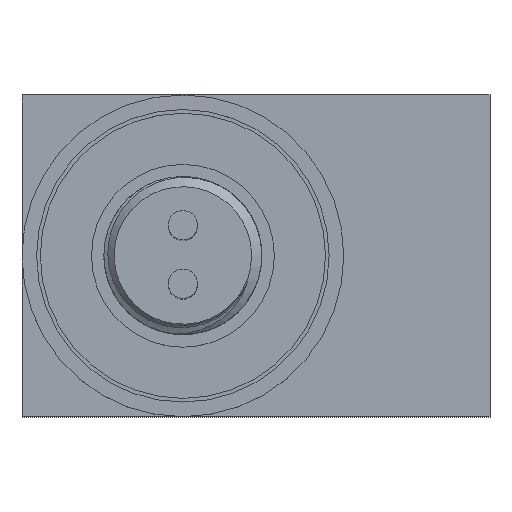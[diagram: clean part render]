
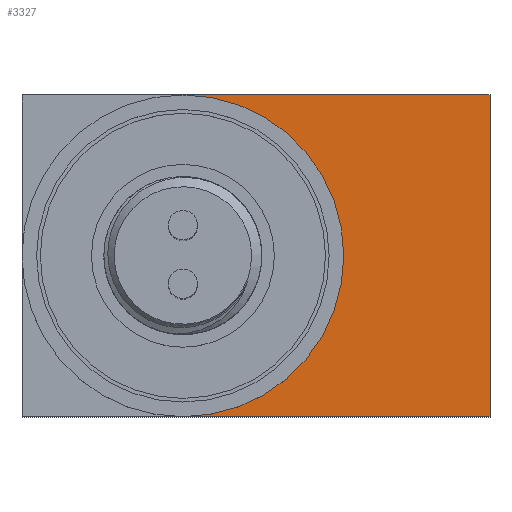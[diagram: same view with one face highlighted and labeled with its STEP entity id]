
A CAD part, top view. The second image highlights one B-rep face of the part: STEP entity #3327.
In plain terms, the highlighted planar face has unit normal (0, 0, 1).
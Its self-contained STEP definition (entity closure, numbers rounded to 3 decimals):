
#280=LINE($,#7555,#555);
#281=LINE($,#7557,#556);
#282=LINE($,#7558,#557);
#555=VECTOR($,#3980,21.);
#556=VECTOR($,#3981,22.);
#557=VECTOR($,#3982,21.);
#646=PLANE($,#3458);
#726=CIRCLE($,#3452,11.);
#903=FACE_OUTER_BOUND($,#1115,.T.);
#1115=EDGE_LOOP($,(#2951,#2952,#2953,#2954));
#1603=VERTEX_POINT($,#7538);
#1604=VERTEX_POINT($,#7539);
#1608=VERTEX_POINT($,#7554);
#1609=VERTEX_POINT($,#7556);
#2063=EDGE_CURVE($,#1603,#1604,#726,.T.);
#2070=EDGE_CURVE($,#1608,#1604,#280,.T.);
#2071=EDGE_CURVE($,#1609,#1608,#281,.T.);
#2072=EDGE_CURVE($,#1603,#1609,#282,.T.);
#2951=ORIENTED_EDGE($,*,*,#2063,.T.);
#2952=ORIENTED_EDGE($,*,*,#2070,.F.);
#2953=ORIENTED_EDGE($,*,*,#2071,.F.);
#2954=ORIENTED_EDGE($,*,*,#2072,.F.);
#3327=ADVANCED_FACE($,(#903),#646,.T.);
#3452=AXIS2_PLACEMENT_3D($,#7540,#3962,#3963);
#3458=AXIS2_PLACEMENT_3D($,#7553,#3978,#3979);
#3962=DIRECTION('center_axis',(0.,0.,-1.));
#3963=DIRECTION('ref_axis',(-1.,0.,0.));
#3978=DIRECTION('center_axis',(0.,0.,1.));
#3979=DIRECTION('ref_axis',(1.,0.,0.));
#3980=DIRECTION($,(-1.,0.,0.));
#3981=DIRECTION($,(0.,-1.,0.));
#3982=DIRECTION($,(1.,0.,0.));
#7538=CARTESIAN_POINT('',(-5.,11.,7.));
#7539=CARTESIAN_POINT('',(-5.,-11.,7.));
#7540=CARTESIAN_POINT('Origin',(-5.,0.,7.));
#7553=CARTESIAN_POINT('Origin',(0.,0.,7.));
#7554=CARTESIAN_POINT('',(16.,-11.,7.));
#7555=CARTESIAN_POINT($,(-16.,-11.,7.));
#7556=CARTESIAN_POINT('',(16.,11.,7.));
#7557=CARTESIAN_POINT($,(16.,-11.,7.));
#7558=CARTESIAN_POINT($,(16.,11.,7.));
